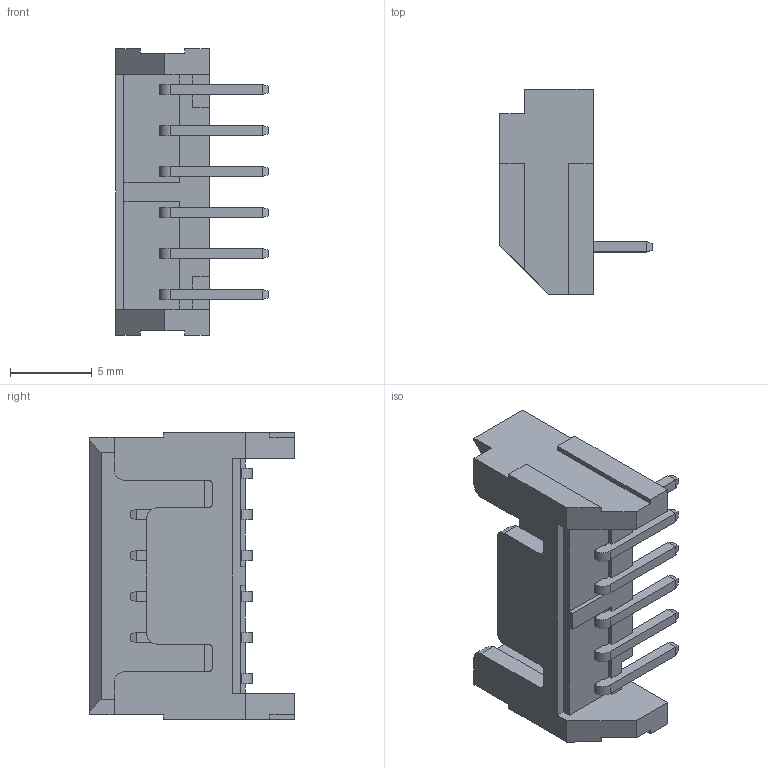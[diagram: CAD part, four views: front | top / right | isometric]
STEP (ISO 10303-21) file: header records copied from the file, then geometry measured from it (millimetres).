
FILE_DESCRIPTION(('CoCreate Modeling STEP Export'),'2;1');
FILE_NAME('DF1B-6P-2.5DS.stp','2011-03-22T17:04:33',(''),(''),'CoCreate Modeling STEP processor for AP214 (Solid Model)','CoCreate Modeling 17.0 01-Apr-2010 (C) Parametric Technology GmbH','');
FILE_SCHEMA(('AUTOMOTIVE_DESIGN { 1 0 10303 214 1 1 1 1 }'));
Length unit declared in the file: millimetre
Products named in the file (1): DF1B-6P-2.5DS
Bounding box: 9.3 x 12.5 x 17.5 mm (x, y, z)
Volume: 498.7 mm3; surface area: 1015.6 mm2
Topology: 1 solids, 1 shells, 214 faces, 586 edges, 370 vertices
Faces by surface type: plane 194, cylinder 20
Entity records: 6632 total; most frequent: ORIENTED_EDGE 1172, CARTESIAN_POINT 1167, DIRECTION 1052, EDGE_CURVE 586, VECTOR 542, LINE 542, VERTEX_POINT 370, AXIS2_PLACEMENT_3D 255
